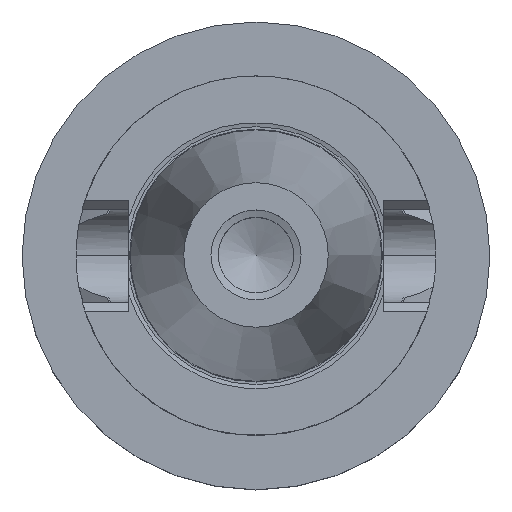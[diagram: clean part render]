
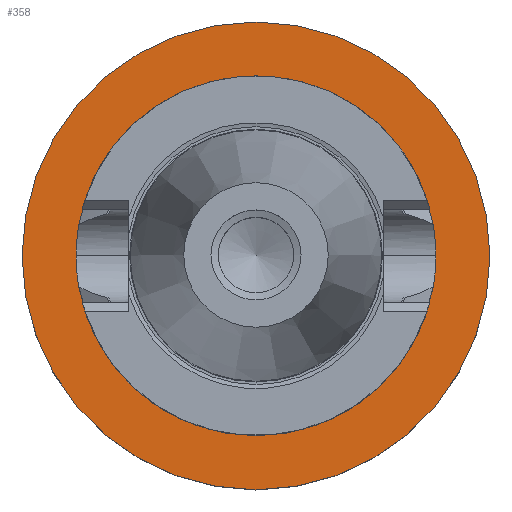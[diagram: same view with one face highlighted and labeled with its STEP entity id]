
A CAD part, top view. The second image highlights one B-rep face of the part: STEP entity #358.
In plain terms, the highlighted planar face has unit normal (0, 0, 1).
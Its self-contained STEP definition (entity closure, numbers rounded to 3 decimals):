
#300=FACE_BOUND('',#498,.T.);
#301=FACE_BOUND('',#499,.T.);
#358=ADVANCED_FACE('',(#300,#301),#384,.F.);
#384=PLANE('',#1100);
#498=EDGE_LOOP('',(#736));
#499=EDGE_LOOP('',(#737));
#736=ORIENTED_EDGE('',*,*,#944,.F.);
#737=ORIENTED_EDGE('',*,*,#833,.F.);
#745=VERTEX_POINT('',#1390);
#825=VERTEX_POINT('',#1689);
#833=EDGE_CURVE('',#745,#745,#952,.T.);
#944=EDGE_CURVE('',#825,#825,#991,.T.);
#952=CIRCLE('',#1007,65.0);
#991=CIRCLE('',#1098,49.75);
#1007=AXIS2_PLACEMENT_3D('',#1389,#1131,#1132);
#1098=AXIS2_PLACEMENT_3D('',#1688,#1361,#1362);
#1100=AXIS2_PLACEMENT_3D('',#1691,#1365,#1366);
#1131=DIRECTION('',(0.0,0.0,-1.0));
#1132=DIRECTION('',(-1.0,0.0,0.0));
#1361=DIRECTION('',(0.0,0.0,1.0));
#1362=DIRECTION('',(1.0,0.0,0.0));
#1365=DIRECTION('',(0.0,0.0,-1.0));
#1366=DIRECTION('',(-1.0,0.0,0.0));
#1389=CARTESIAN_POINT('',(0.0,0.0,-50.0));
#1390=CARTESIAN_POINT('',(-65.0,0.0,-50.0));
#1688=CARTESIAN_POINT('',(0.,0.0,-50.0));
#1689=CARTESIAN_POINT('',(49.75,0.0,-50.0));
#1691=CARTESIAN_POINT('',(0.0,0.0,-50.0));
